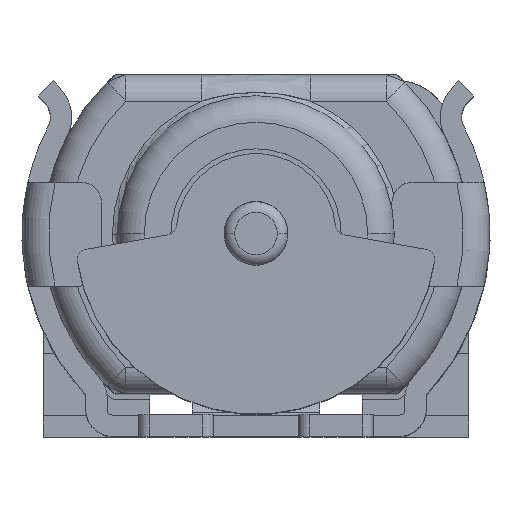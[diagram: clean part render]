
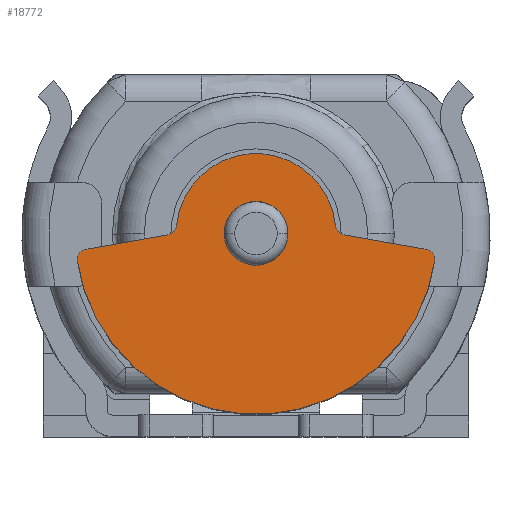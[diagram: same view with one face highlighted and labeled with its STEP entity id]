
A CAD part, top view. The second image highlights one B-rep face of the part: STEP entity #18772.
In plain terms, the highlighted planar face has unit normal (0, 0, -1).
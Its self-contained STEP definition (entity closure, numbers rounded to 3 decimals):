
#500=FACE_BOUND('',#1846,.T.);
#1145=FACE_OUTER_BOUND('',#1845,.T.);
#1845=EDGE_LOOP('',(#17079,#17080,#17081,#17082,#17083,#17084,#17085,#17086));
#1846=EDGE_LOOP('',(#17087));
#3014=CIRCLE('',#21961,0.1);
#3015=CIRCLE('',#21962,0.1);
#3016=CIRCLE('',#21963,0.75);
#3017=CIRCLE('',#21964,0.1);
#3018=CIRCLE('',#21965,0.1);
#3019=CIRCLE('',#21966,1.7);
#3020=CIRCLE('',#21967,0.3);
#5054=LINE('',#36818,#7092);
#5055=LINE('',#36826,#7093);
#7092=VECTOR('',#27696,0.781);
#7093=VECTOR('',#27703,0.781);
#10399=VERTEX_POINT('',#36814);
#10400=VERTEX_POINT('',#36815);
#10401=VERTEX_POINT('',#36817);
#10402=VERTEX_POINT('',#36819);
#10403=VERTEX_POINT('',#36821);
#10404=VERTEX_POINT('',#36823);
#10405=VERTEX_POINT('',#36825);
#10406=VERTEX_POINT('',#36827);
#10407=VERTEX_POINT('',#36830);
#13739=EDGE_CURVE('',#10399,#10400,#3014,.T.);
#13740=EDGE_CURVE('',#10400,#10401,#5054,.T.);
#13741=EDGE_CURVE('',#10401,#10402,#3015,.T.);
#13742=EDGE_CURVE('',#10402,#10403,#3016,.T.);
#13743=EDGE_CURVE('',#10403,#10404,#3017,.T.);
#13744=EDGE_CURVE('',#10404,#10405,#5055,.T.);
#13745=EDGE_CURVE('',#10405,#10406,#3018,.T.);
#13746=EDGE_CURVE('',#10406,#10399,#3019,.T.);
#13747=EDGE_CURVE('',#10407,#10407,#3020,.T.);
#17079=ORIENTED_EDGE('',*,*,#13739,.T.);
#17080=ORIENTED_EDGE('',*,*,#13740,.T.);
#17081=ORIENTED_EDGE('',*,*,#13741,.T.);
#17082=ORIENTED_EDGE('',*,*,#13742,.T.);
#17083=ORIENTED_EDGE('',*,*,#13743,.T.);
#17084=ORIENTED_EDGE('',*,*,#13744,.T.);
#17085=ORIENTED_EDGE('',*,*,#13745,.T.);
#17086=ORIENTED_EDGE('',*,*,#13746,.T.);
#17087=ORIENTED_EDGE('',*,*,#13747,.T.);
#17467=PLANE('',#21960);
#18772=ADVANCED_FACE('',(#1145,#500),#17467,.T.);
#21960=AXIS2_PLACEMENT_3D('',#36813,#27692,#27693);
#21961=AXIS2_PLACEMENT_3D('',#36816,#27694,#27695);
#21962=AXIS2_PLACEMENT_3D('',#36820,#27697,#27698);
#21963=AXIS2_PLACEMENT_3D('',#36822,#27699,#27700);
#21964=AXIS2_PLACEMENT_3D('',#36824,#27701,#27702);
#21965=AXIS2_PLACEMENT_3D('',#36828,#27704,#27705);
#21966=AXIS2_PLACEMENT_3D('',#36829,#27706,#27707);
#21967=AXIS2_PLACEMENT_3D('',#36831,#27708,#27709);
#27692=DIRECTION('center_axis',(0.,0.,-1.));
#27693=DIRECTION('ref_axis',(0.,1.,0.));
#27694=DIRECTION('center_axis',(0.,0.,-1.));
#27695=DIRECTION('ref_axis',(-0.988,-0.155,0.));
#27696=DIRECTION('',(0.985,0.174,0.));
#27697=DIRECTION('center_axis',(0.,0.,1.));
#27698=DIRECTION('ref_axis',(0.174,-0.985,0.));
#27699=DIRECTION('center_axis',(0.,0.,-1.));
#27700=DIRECTION('ref_axis',(-0.995,0.1,0.));
#27701=DIRECTION('center_axis',(0.,0.,1.));
#27702=DIRECTION('ref_axis',(-0.995,-0.1,0.));
#27703=DIRECTION('',(0.985,-0.174,0.));
#27704=DIRECTION('center_axis',(0.,0.,-1.));
#27705=DIRECTION('ref_axis',(0.174,0.985,0.));
#27706=DIRECTION('center_axis',(0.,0.,-1.));
#27707=DIRECTION('ref_axis',(0.988,-0.155,0.));
#27708=DIRECTION('center_axis',(0.,0.,1.));
#27709=DIRECTION('ref_axis',(1.,0.,0.));
#36813=CARTESIAN_POINT('Origin',(0.,2.499,6.125));
#36814=CARTESIAN_POINT('',(-1.679,1.436,6.125));
#36815=CARTESIAN_POINT('',(-1.598,1.55,6.125));
#36816=CARTESIAN_POINT('Origin',(-1.581,1.452,6.125));
#36817=CARTESIAN_POINT('',(-0.828,1.686,6.125));
#36818=CARTESIAN_POINT('',(-1.598,1.55,6.125));
#36819=CARTESIAN_POINT('',(-0.746,1.775,6.125));
#36820=CARTESIAN_POINT('Origin',(-0.846,1.785,6.125));
#36821=CARTESIAN_POINT('',(0.746,1.775,6.125));
#36822=CARTESIAN_POINT('Origin',(0.,1.7,6.125));
#36823=CARTESIAN_POINT('',(0.828,1.686,6.125));
#36824=CARTESIAN_POINT('Origin',(0.846,1.785,6.125));
#36825=CARTESIAN_POINT('',(1.598,1.55,6.125));
#36826=CARTESIAN_POINT('',(0.828,1.686,6.125));
#36827=CARTESIAN_POINT('',(1.679,1.436,6.125));
#36828=CARTESIAN_POINT('Origin',(1.581,1.452,6.125));
#36829=CARTESIAN_POINT('Origin',(0.,1.7,6.125));
#36830=CARTESIAN_POINT('',(-0.3,1.7,6.125));
#36831=CARTESIAN_POINT('Origin',(0.,1.7,6.125));
